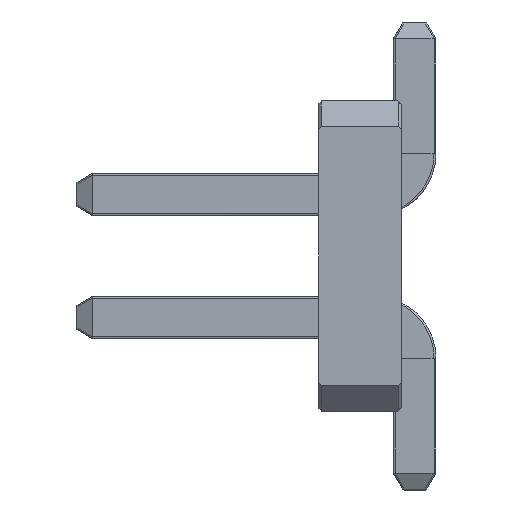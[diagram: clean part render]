
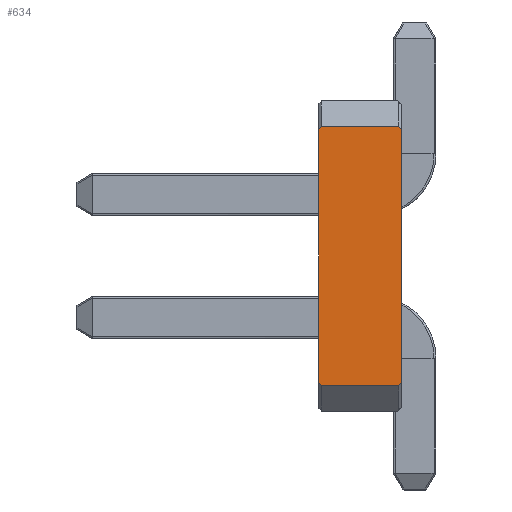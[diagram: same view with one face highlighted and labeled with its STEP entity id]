
A CAD part, left-side view. The second image highlights one B-rep face of the part: STEP entity #634.
In plain terms, the highlighted planar face has unit normal (-1, 0, 0).
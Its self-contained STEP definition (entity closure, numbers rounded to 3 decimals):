
#19 = CARTESIAN_POINT ( 'NONE',  ( -0.635, 0., -1.34 ) ) ;
#54 = VERTEX_POINT ( 'NONE', #2058 ) ;
#119 = DIRECTION ( 'NONE',  ( 0., -0.577, -0.816 ) ) ;
#157 = EDGE_CURVE ( 'NONE', #1770, #1751, #2316, .T. ) ;
#214 = CARTESIAN_POINT ( 'NONE',  ( -0.635, 0.85, -1.305 ) ) ;
#240 = CARTESIAN_POINT ( 'NONE',  ( -0.635, 0.025, -1.34 ) ) ;
#299 = LINE ( 'NONE', #553, #1266 ) ;
#422 = DIRECTION ( 'NONE',  ( 0., 0.577, -0.816 ) ) ;
#440 = LINE ( 'NONE', #2893, #3168 ) ;
#528 = LINE ( 'NONE', #2333, #2590 ) ;
#541 = VERTEX_POINT ( 'NONE', #214 ) ;
#542 = DIRECTION ( 'NONE',  ( 0., 0., 1. ) ) ;
#553 = CARTESIAN_POINT ( 'NONE',  ( -0.635, 0.85, -1.34 ) ) ;
#573 = DIRECTION ( 'NONE',  ( 0., -1., 0. ) ) ;
#612 = ORIENTED_EDGE ( 'NONE', *, *, #3304, .T. ) ;
#634 = ADVANCED_FACE ( 'NONE', ( #683 ), #2733, .F. ) ;
#683 = FACE_OUTER_BOUND ( 'NONE', #3141, .T. ) ;
#788 = DIRECTION ( 'NONE',  ( 0., 0.577, 0.816 ) ) ;
#829 = ORIENTED_EDGE ( 'NONE', *, *, #157, .T. ) ;
#836 = ORIENTED_EDGE ( 'NONE', *, *, #1189, .T. ) ;
#844 = CARTESIAN_POINT ( 'NONE',  ( -0.635, 0.025, -1.34 ) ) ;
#876 = CARTESIAN_POINT ( 'NONE',  ( -0.635, 0.85, -1.34 ) ) ;
#1106 = EDGE_CURVE ( 'NONE', #2864, #1770, #1236, .T. ) ;
#1189 = EDGE_CURVE ( 'NONE', #1751, #54, #440, .T. ) ;
#1196 = DIRECTION ( 'NONE',  ( 0., -0.577, 0.816 ) ) ;
#1197 = EDGE_CURVE ( 'NONE', #3110, #54, #1355, .T. ) ;
#1219 = ORIENTED_EDGE ( 'NONE', *, *, #1197, .F. ) ;
#1226 = EDGE_CURVE ( 'NONE', #541, #2363, #528, .T. ) ;
#1236 = LINE ( 'NONE', #240, #1607 ) ;
#1266 = VECTOR ( 'NONE', #1579, 1000. ) ;
#1355 = LINE ( 'NONE', #2581, #2856 ) ;
#1370 = VECTOR ( 'NONE', #542, 1000. ) ;
#1579 = DIRECTION ( 'NONE',  ( 0., -1., 0. ) ) ;
#1607 = VECTOR ( 'NONE', #1196, 1000. ) ;
#1677 = VERTEX_POINT ( 'NONE', #2594 ) ;
#1738 = ORIENTED_EDGE ( 'NONE', *, *, #1226, .F. ) ;
#1751 = VERTEX_POINT ( 'NONE', #2133 ) ;
#1770 = VERTEX_POINT ( 'NONE', #3154 ) ;
#1860 = ORIENTED_EDGE ( 'NONE', *, *, #1106, .T. ) ;
#1888 = LINE ( 'NONE', #2714, #2818 ) ;
#1937 = DIRECTION ( 'NONE',  ( 1., 0., 0. ) ) ;
#2058 = CARTESIAN_POINT ( 'NONE',  ( -0.635, 0.025, 1.34 ) ) ;
#2133 = CARTESIAN_POINT ( 'NONE',  ( -0.635, 0., 1.305 ) ) ;
#2293 = AXIS2_PLACEMENT_3D ( 'NONE', #876, #1937, #3198 ) ;
#2312 = CARTESIAN_POINT ( 'NONE',  ( -0.635, 0.85, 1.305 ) ) ;
#2316 = LINE ( 'NONE', #19, #1370 ) ;
#2333 = CARTESIAN_POINT ( 'NONE',  ( -0.635, 0.85, -1.34 ) ) ;
#2363 = VERTEX_POINT ( 'NONE', #2312 ) ;
#2401 = EDGE_CURVE ( 'NONE', #1677, #2864, #299, .T. ) ;
#2508 = CARTESIAN_POINT ( 'NONE',  ( -0.635, 1.008, 1.081 ) ) ;
#2581 = CARTESIAN_POINT ( 'NONE',  ( -0.635, 0.85, 1.34 ) ) ;
#2590 = VECTOR ( 'NONE', #2598, 1000. ) ;
#2594 = CARTESIAN_POINT ( 'NONE',  ( -0.635, 0.825, -1.34 ) ) ;
#2598 = DIRECTION ( 'NONE',  ( 0., 0., 1. ) ) ;
#2667 = EDGE_CURVE ( 'NONE', #3110, #2363, #3047, .T. ) ;
#2714 = CARTESIAN_POINT ( 'NONE',  ( -0.635, 1.008, -1.081 ) ) ;
#2720 = ORIENTED_EDGE ( 'NONE', *, *, #2667, .T. ) ;
#2733 = PLANE ( 'NONE',  #2293 ) ;
#2744 = ORIENTED_EDGE ( 'NONE', *, *, #2401, .T. ) ;
#2818 = VECTOR ( 'NONE', #119, 1000. ) ;
#2856 = VECTOR ( 'NONE', #573, 1000. ) ;
#2864 = VERTEX_POINT ( 'NONE', #844 ) ;
#2893 = CARTESIAN_POINT ( 'NONE',  ( -0.635, 0.025, 1.34 ) ) ;
#3024 = CARTESIAN_POINT ( 'NONE',  ( -0.635, 0.825, 1.34 ) ) ;
#3047 = LINE ( 'NONE', #2508, #3050 ) ;
#3050 = VECTOR ( 'NONE', #422, 1000. ) ;
#3110 = VERTEX_POINT ( 'NONE', #3024 ) ;
#3141 = EDGE_LOOP ( 'NONE', ( #1738, #612, #2744, #1860, #829, #836, #1219, #2720 ) ) ;
#3154 = CARTESIAN_POINT ( 'NONE',  ( -0.635, 0., -1.305 ) ) ;
#3168 = VECTOR ( 'NONE', #788, 1000. ) ;
#3198 = DIRECTION ( 'NONE',  ( 0., 0., -1. ) ) ;
#3304 = EDGE_CURVE ( 'NONE', #541, #1677, #1888, .T. ) ;
